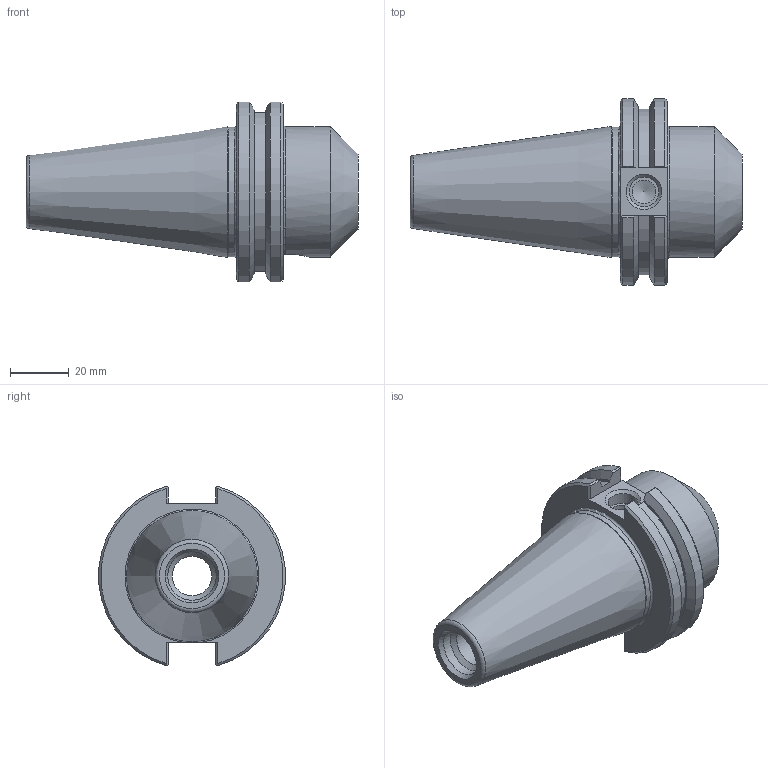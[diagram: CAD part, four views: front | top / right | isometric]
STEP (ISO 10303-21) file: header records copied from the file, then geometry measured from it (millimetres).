
FILE_DESCRIPTION((''),'2;1');
FILE_NAME('C40-62EM1.stp','2014-11-15T13:08:35',('kaykin'),(''),'Autodesk Inventor 2012','Autodesk Inventor 2012','');
FILE_SCHEMA(('AUTOMOTIVE_DESIGN { 1 0 10303 214 1 1 1 1 }'));
Length unit declared in the file: inch
Products named in the file (3): C40-62EM1; C40-62EM1-1; 029-918
Assembly tree (2 placements, depth 2):
  C40-62EM1
    C40-62EM1-1
    029-918
Bounding box: 112.71 x 63.26 x 61.05 mm (x, y, z)
Volume: 126691.3 mm3; surface area: 25689.1 mm2
Topology: 2 solids, 2 shells, 81 faces, 211 edges, 137 vertices
Faces by surface type: plane 42, cone 20, cylinder 16, torus 3
Full cylindrical faces by diameter (mm): 8 x1, 10.046 x1, 12.751 x1, 13.386 x1, 14.288 x1, 15.875 x1, 16.459 x1, 16.764 x1, 43.942 x1, 44.45 x1
Entity records: 2512 total; most frequent: CARTESIAN_POINT 557, DIRECTION 364, ORIENTED_EDGE 358, EDGE_CURVE 179, AXIS2_PLACEMENT_3D 138, VERTEX_POINT 129, EDGE_LOOP 112, VECTOR 88
